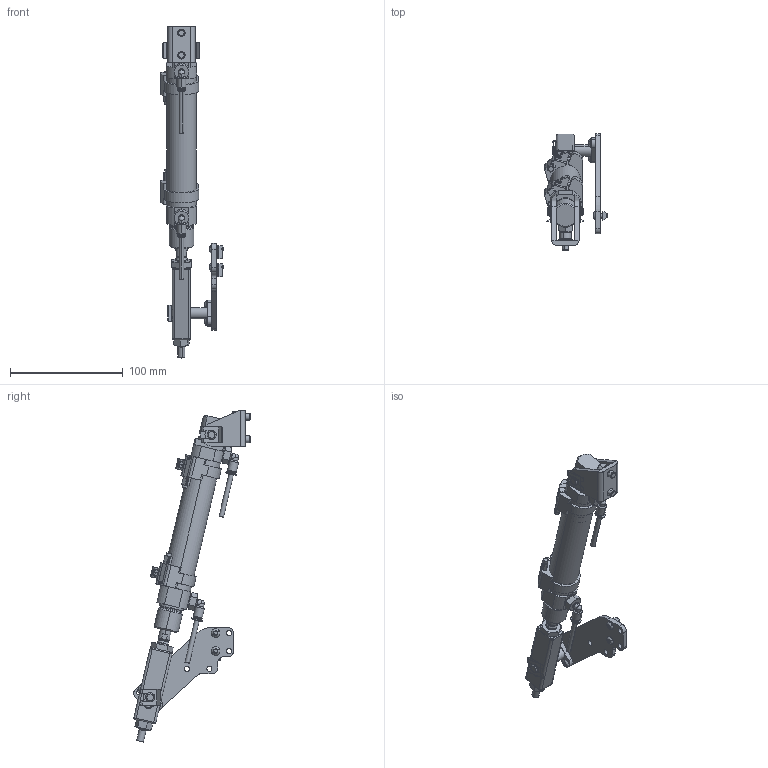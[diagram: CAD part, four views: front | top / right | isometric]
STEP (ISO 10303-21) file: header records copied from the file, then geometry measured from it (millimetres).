
FILE_DESCRIPTION (( 'STEP AP214' ), '1' );
FILE_NAME ('INGUN_115857.STEP', '2024-11-06T09:26:41', ( '' ), ( '' ), 'SwSTEP 2.0', 'SolidWorks 2023', '' );
FILE_SCHEMA (( 'AUTOMOTIVE_DESIGN' ));
Length unit declared in the file: millimetre
Products named in the file (24): 115858~1_S; INGUN_115857; 14699~0; 2326~0; 115623~1_S; ISO7380~n_M04,0x008; 115923~0; 115860_002~0; 115855~1; DIN912~n_M06,0x010; DIN125~n_06,4 M06,0 Fase; 2326_003~0; 115860_001~0; 102035~0_S; ISO7380~n_M04,0x010; 55848~0_S; DIN934~n_M08,0; 2326~0_S; 115860~0_flexibel_ohne_Mutter<S>; 26707~2_S; 115860~0; 111154~0; 2326_002~0; 116191~0_S
Assembly tree (33 placements, depth 3):
  INGUN_115857
    115623~1_S
    ISO7380~n_M04,0x010  x2
    102035~0_S  x2
    115855~1
    2326~0_S
      2326~0
      2326_002~0
      2326_003~0  x2
    ISO7380~n_M04,0x008  x2
    115858~1_S
    116191~0_S
    DIN934~n_M08,0
    115860~0_flexibel_ohne_Mutter<S>
      115860_001~0
      115860_002~0
      115860~0
    115923~0
    DIN125~n_06,4 M06,0 Fase  x2
    DIN912~n_M06,0x010  x2
    111154~0  x2
    26707~2_S  x2
    55848~0_S  x2
    14699~0  x2
Bounding box: 55.26 x 103.66 x 294.65 mm (x, y, z)
Volume: 129783.9 mm3; surface area: 77975.3 mm2
Topology: 31 solids, 31 shells, 1125 faces, 2842 edges, 1816 vertices
Faces by surface type: cylinder 547, plane 375, cone 155, torus 24, bspline 16, sphere 8
Entity records: 24497 total; most frequent: CARTESIAN_POINT 5283, DIRECTION 4076, ORIENTED_EDGE 3770, EDGE_CURVE 1885, AXIS2_PLACEMENT_3D 1596, VERTEX_POINT 1210, VECTOR 884, LINE 884
